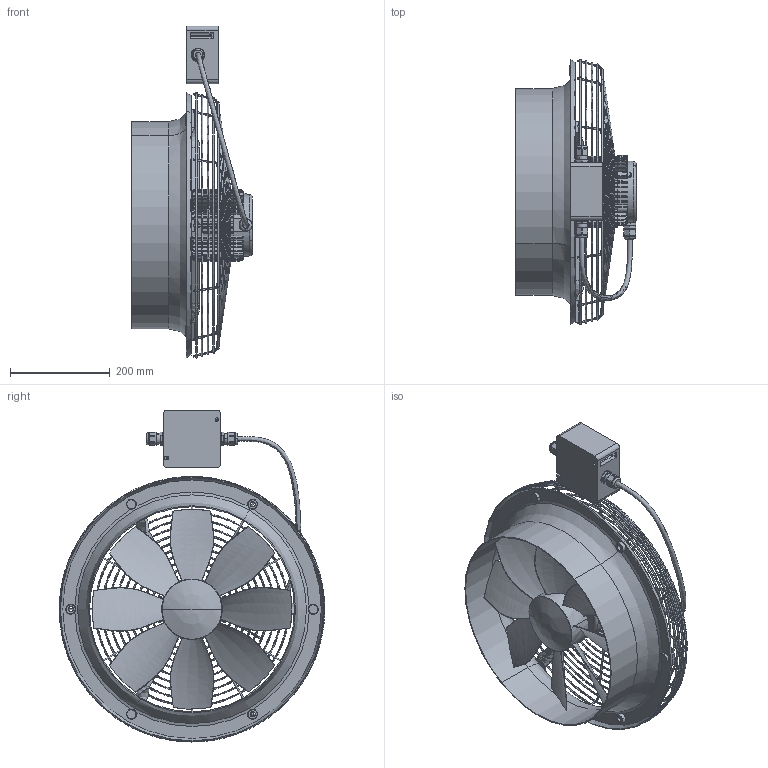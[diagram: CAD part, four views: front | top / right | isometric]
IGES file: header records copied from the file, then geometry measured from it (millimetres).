
Start section: Elysium IGES Interface
Global section: file name: 84H0094.0127_DZS_40_4_B_Ex_e.igs; native system: PTC Creo Elements/Direct Modeling 19.0C  15-Aug-2015; preprocessor: Creo Element/Direct IGES_3D V2.2; author: Unknown; organization: Unknown; date: 20221130.090306; units: millimetre
Bounding box: 242 x 531 x 664.01 mm (x, y, z)
Volume: 4340124.5 mm3; surface area: 1182587.7 mm2
Topology: 24 solids, 26 shells, 1564 faces, 3962 edges, 2438 vertices
Faces by surface type: bspline 1564
